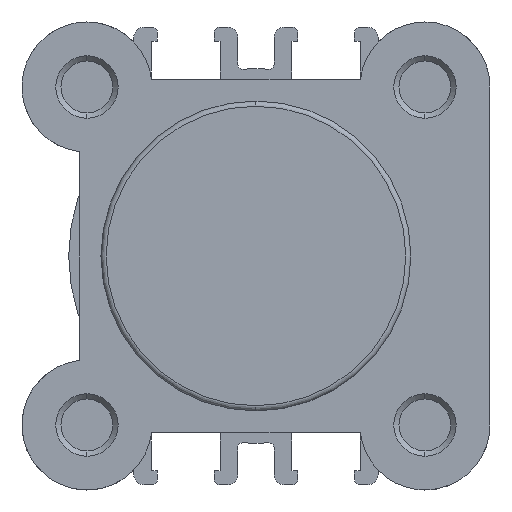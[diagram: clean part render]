
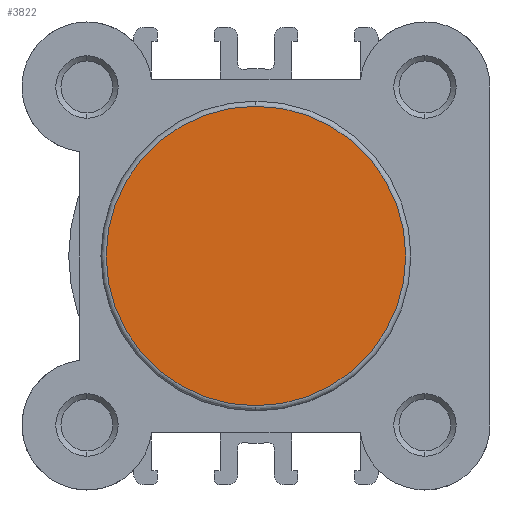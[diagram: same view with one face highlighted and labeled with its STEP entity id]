
A CAD part, left-side view. The second image highlights one B-rep face of the part: STEP entity #3822.
In plain terms, the highlighted planar face has unit normal (-1, 0, 0).
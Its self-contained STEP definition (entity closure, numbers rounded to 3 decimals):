
#55 = VERTEX_POINT ( 'NONE', #440 ) ;
#56 = VERTEX_POINT ( 'NONE', #441 ) ;
#440 = CARTESIAN_POINT ( 'NONE',  ( 0., 0., -14.4 ) ) ;
#441 = CARTESIAN_POINT ( 'NONE',  ( 0., 0., 14.4 ) ) ;
#795 = EDGE_CURVE ( 'NONE', #55, #56, #2558, .T. ) ;
#1156 = EDGE_CURVE ( 'NONE', #56, #55, #5022, .T. ) ;
#1385 = EDGE_LOOP ( 'NONE', ( #1601, #1600 ) ) ;
#1600 = ORIENTED_EDGE ( 'NONE', *, *, #795, .T. ) ;
#1601 = ORIENTED_EDGE ( 'NONE', *, *, #1156, .T. ) ;
#2558 = CIRCLE ( 'NONE', #7211, 14.4 ) ;
#3822 = ADVANCED_FACE ( 'NONE', ( #5443 ), #6693, .T. ) ;
#4470 = CARTESIAN_POINT ( 'NONE',  ( 0., 0., 0. ) ) ;
#4471 = DIRECTION ( 'NONE',  ( -1., 0., 0. ) ) ;
#4472 = DIRECTION ( 'NONE',  ( 0., 0., 1. ) ) ;
#5022 = CIRCLE ( 'NONE', #7341, 14.4 ) ;
#5443 = FACE_OUTER_BOUND ( 'NONE', #1385, .T. ) ;
#5890 = CARTESIAN_POINT ( 'NONE',  ( 0., 0., 0. ) ) ;
#5891 = DIRECTION ( 'NONE',  ( -1., 0., 0. ) ) ;
#5892 = DIRECTION ( 'NONE',  ( 0., 0., 1. ) ) ;
#6688 = CARTESIAN_POINT ( 'NONE',  ( 0., -14.9, 0. ) ) ;
#6693 = PLANE ( 'NONE',  #7566 ) ;
#6699 = DIRECTION ( 'NONE',  ( -1., 0., 0. ) ) ;
#6700 = DIRECTION ( 'NONE',  ( 0., 0., 1. ) ) ;
#7211 = AXIS2_PLACEMENT_3D ( 'NONE', #4470, #4471, #4472 ) ;
#7341 = AXIS2_PLACEMENT_3D ( 'NONE', #5890, #5891, #5892 ) ;
#7566 = AXIS2_PLACEMENT_3D ( 'NONE', #6688, #6699, #6700 ) ;
